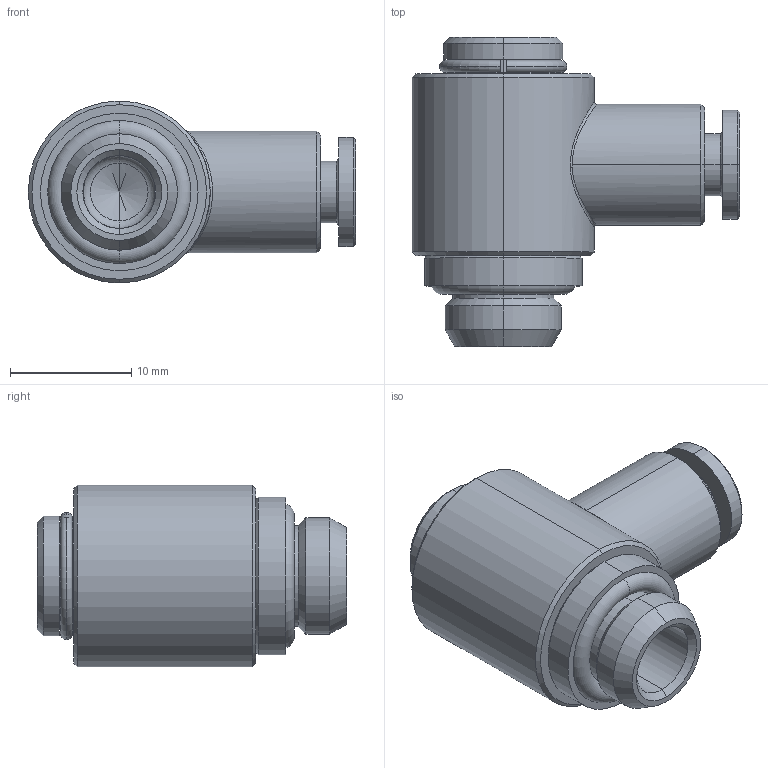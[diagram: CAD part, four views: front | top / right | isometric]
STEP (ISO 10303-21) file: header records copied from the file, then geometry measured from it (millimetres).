
FILE_DESCRIPTION (( 'STEP AP203' ), '1' );
FILE_NAME ('B0100011.STEP', '2012-08-23T14:26:43', ( '' ), ( 'sopra-pneumatic' ), 'SwSTEP 2.0', 'SolidWorks 2011', '' );
FILE_SCHEMA (( 'CONFIG_CONTROL_DESIGN' ));
Length unit declared in the file: millimetre
Products named in the file (1): B0100011
Bounding box: 27 x 25.5 x 15 mm (x, y, z)
Volume: 3635.8 mm3; surface area: 2551.7 mm2
Topology: 2 solids, 2 shells, 82 faces, 176 edges, 107 vertices
Faces by surface type: cylinder 27, cone 26, plane 21, torus 6, bspline 2
Entity records: 2847 total; most frequent: CARTESIAN_POINT 974, DIRECTION 402, ORIENTED_EDGE 348, EDGE_CURVE 174, AXIS2_PLACEMENT_3D 169, VERTEX_POINT 107, EDGE_LOOP 95, CIRCLE 88
